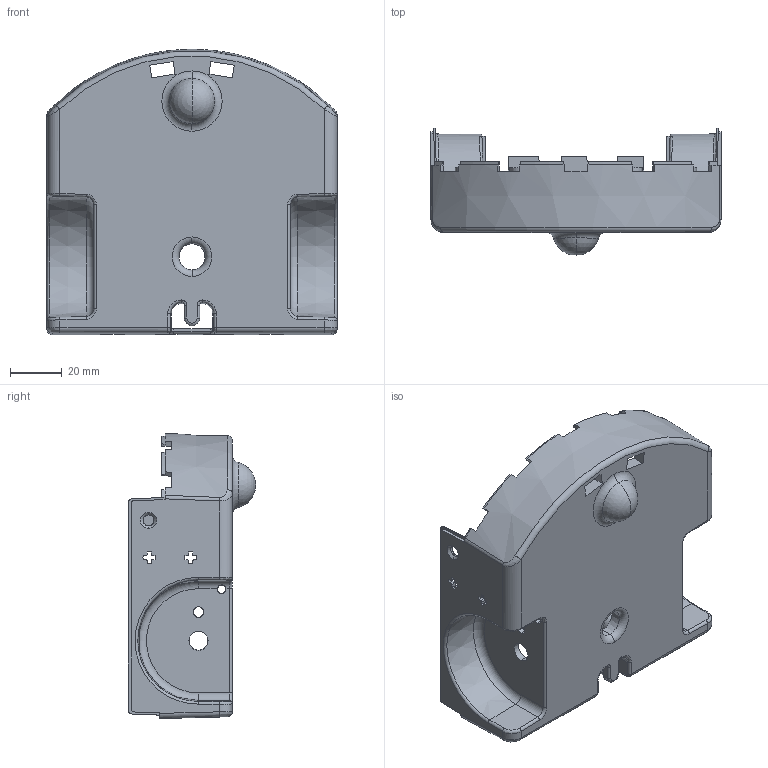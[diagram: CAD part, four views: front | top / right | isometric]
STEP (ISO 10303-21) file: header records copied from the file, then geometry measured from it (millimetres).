
FILE_DESCRIPTION((''),'2;1');
FILE_NAME('P_COQUE_DESSOUS','2011-01-13T',('Michael'),('EPFL'),'PRO/ENGINEER BY PARAMETRIC TECHNOLOGY CORPORATION, 2008490','PRO/ENGINEER BY PARAMETRIC TECHNOLOGY CORPORATION, 2008490','');
FILE_SCHEMA(('AUTOMOTIVE_DESIGN_CC2 { 1 2 10303 214 -1 1 5 2 }'));
Length unit declared in the file: millimetre
Products named in the file (1): P_COQUE_DESSOUS
Bounding box: 111.8 x 49 x 109.9 mm (x, y, z)
Volume: 56248.3 mm3; surface area: 54001.8 mm2
Topology: 1 solids, 1 shells, 478 faces, 1288 edges, 808 vertices
Faces by surface type: plane 190, cylinder 132, bspline 78, cone 41, torus 31, sphere 6
Entity records: 22905 total; most frequent: CARTESIAN_POINT 7684, ORIENTED_EDGE 2568, DIRECTION 2127, PRESENTATION_STYLE_ASSIGNMENT 1285, STYLED_ITEM 1285, CURVE_STYLE 1284, EDGE_CURVE 1284, VERTEX_POINT 808
